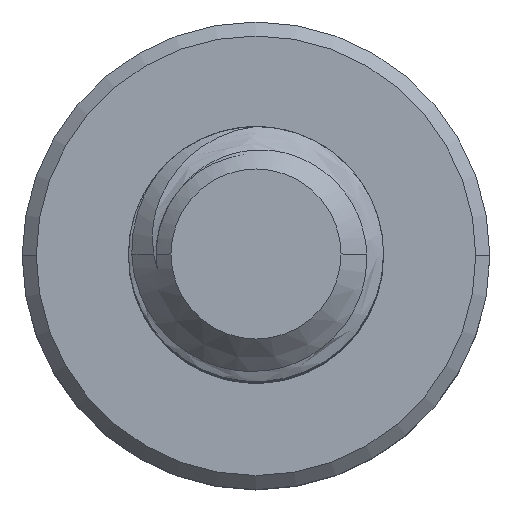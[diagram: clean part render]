
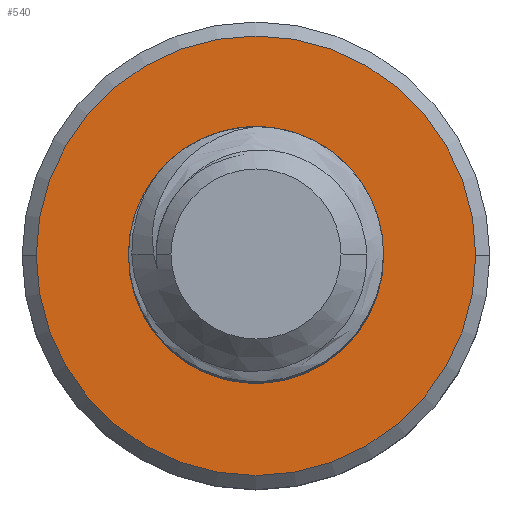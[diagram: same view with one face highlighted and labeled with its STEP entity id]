
A CAD part, top view. The second image highlights one B-rep face of the part: STEP entity #540.
In plain terms, the highlighted planar face has unit normal (0, 0, 1).
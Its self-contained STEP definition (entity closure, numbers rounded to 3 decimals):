
#404 = AXIS2_PLACEMENT_3D ( 'NONE', #4540, #6635, #1338 ) ;
#540 = ADVANCED_FACE ( 'NONE', ( #2279, #3273 ), #5983, .F. ) ;
#653 = VERTEX_POINT ( 'NONE', #2211 ) ;
#745 = EDGE_CURVE ( 'NONE', #3490, #653, #4273, .T. ) ;
#765 = CARTESIAN_POINT ( 'NONE',  ( -1.5, 0., -14. ) ) ;
#781 = EDGE_CURVE ( 'NONE', #2275, #1263, #3277, .T. ) ;
#889 = CARTESIAN_POINT ( 'NONE',  ( 0., 0., -14. ) ) ;
#1167 = AXIS2_PLACEMENT_3D ( 'NONE', #1450, #5686, #3041 ) ;
#1191 = CIRCLE ( 'NONE', #404, 1.5 ) ;
#1263 = VERTEX_POINT ( 'NONE', #765 ) ;
#1338 = DIRECTION ( 'NONE',  ( 1., 0., 0. ) ) ;
#1365 = EDGE_LOOP ( 'NONE', ( #2791, #3470 ) ) ;
#1450 = CARTESIAN_POINT ( 'NONE',  ( 0., 0., -14. ) ) ;
#1551 = ORIENTED_EDGE ( 'NONE', *, *, #745, .F. ) ;
#1767 = CARTESIAN_POINT ( 'NONE',  ( 2.585, 0., -14. ) ) ;
#2109 = DIRECTION ( 'NONE',  ( -1., 0., 0. ) ) ;
#2211 = CARTESIAN_POINT ( 'NONE',  ( -2.585, 0., -14. ) ) ;
#2275 = VERTEX_POINT ( 'NONE', #5394 ) ;
#2279 = FACE_BOUND ( 'NONE', #1365, .T. ) ;
#2360 = CIRCLE ( 'NONE', #4458, 2.585 ) ;
#2602 = DIRECTION ( 'NONE',  ( 0., 0., -1. ) ) ;
#2685 = CARTESIAN_POINT ( 'NONE',  ( 0., 0., -14. ) ) ;
#2791 = ORIENTED_EDGE ( 'NONE', *, *, #781, .F. ) ;
#2969 = DIRECTION ( 'NONE',  ( -1., 0., 0. ) ) ;
#3041 = DIRECTION ( 'NONE',  ( 1., 0., 0. ) ) ;
#3053 = AXIS2_PLACEMENT_3D ( 'NONE', #2685, #5846, #3344 ) ;
#3273 = FACE_OUTER_BOUND ( 'NONE', #5449, .T. ) ;
#3277 = CIRCLE ( 'NONE', #1167, 1.5 ) ;
#3344 = DIRECTION ( 'NONE',  ( 0., -1., 0. ) ) ;
#3470 = ORIENTED_EDGE ( 'NONE', *, *, #4093, .F. ) ;
#3490 = VERTEX_POINT ( 'NONE', #1767 ) ;
#3608 = AXIS2_PLACEMENT_3D ( 'NONE', #889, #6127, #2969 ) ;
#4093 = EDGE_CURVE ( 'NONE', #1263, #2275, #1191, .T. ) ;
#4273 = CIRCLE ( 'NONE', #3608, 2.585 ) ;
#4288 = CARTESIAN_POINT ( 'NONE',  ( 0., 0., -14. ) ) ;
#4458 = AXIS2_PLACEMENT_3D ( 'NONE', #4288, #2602, #2109 ) ;
#4540 = CARTESIAN_POINT ( 'NONE',  ( 0., 0., -14. ) ) ;
#5394 = CARTESIAN_POINT ( 'NONE',  ( 1.5, 0., -14. ) ) ;
#5426 = EDGE_CURVE ( 'NONE', #653, #3490, #2360, .T. ) ;
#5449 = EDGE_LOOP ( 'NONE', ( #6519, #1551 ) ) ;
#5686 = DIRECTION ( 'NONE',  ( 0., 0., 1. ) ) ;
#5846 = DIRECTION ( 'NONE',  ( 0., 0., -1. ) ) ;
#5983 = PLANE ( 'NONE',  #3053 ) ;
#6127 = DIRECTION ( 'NONE',  ( 0., 0., -1. ) ) ;
#6519 = ORIENTED_EDGE ( 'NONE', *, *, #5426, .F. ) ;
#6635 = DIRECTION ( 'NONE',  ( 0., 0., 1. ) ) ;
